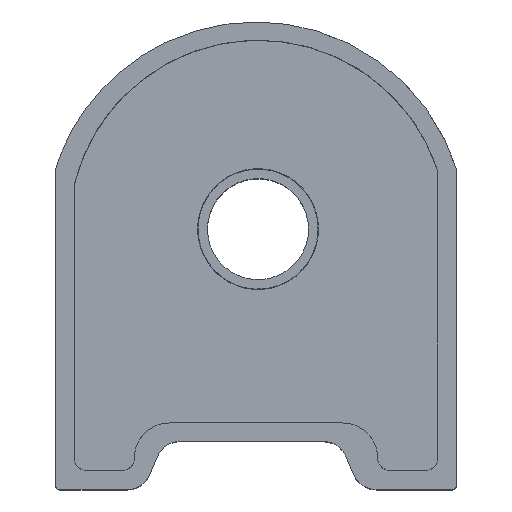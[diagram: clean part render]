
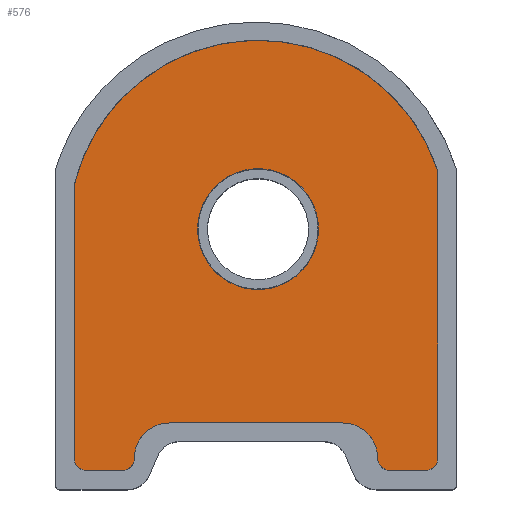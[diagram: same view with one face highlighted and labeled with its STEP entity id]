
A CAD part, top view. The second image highlights one B-rep face of the part: STEP entity #576.
In plain terms, the highlighted free-form (B-spline) face has degree [1, 1] with [2, 2] control points.
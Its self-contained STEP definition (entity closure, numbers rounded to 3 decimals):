
#24 = VERTEX_POINT('',#25);
#25 = CARTESIAN_POINT('',(2.181,0.973,8.295)
  );
#30 = EDGE_CURVE('',#31,#24,#33,.T.);
#31 = VERTEX_POINT('',#32);
#32 = CARTESIAN_POINT('',(-2.206,0.973,8.295)
  );
#33 = ( BOUNDED_CURVE() B_SPLINE_CURVE(2,(#34,#35,#36,#37,#38),
.UNSPECIFIED.,.F.,.F.) B_SPLINE_CURVE_WITH_KNOTS((3,2,3),(3.142,
4.712,6.283),.PIECEWISE_BEZIER_KNOTS.) CURVE() 
GEOMETRIC_REPRESENTATION_ITEM() RATIONAL_B_SPLINE_CURVE((1.,
0.707,1.,0.707,1.)) REPRESENTATION_ITEM('') );
#34 = CARTESIAN_POINT('',(-2.206,0.973,8.295)
  );
#35 = CARTESIAN_POINT('',(-2.206,-1.22,8.295
    ));
#36 = CARTESIAN_POINT('',(-0.013,-1.22,
    8.295));
#37 = CARTESIAN_POINT('',(2.181,-1.22,8.295)
  );
#38 = CARTESIAN_POINT('',(2.181,0.973,8.295)
  );
#69 = EDGE_CURVE('',#70,#72,#74,.T.);
#70 = VERTEX_POINT('',#71);
#71 = CARTESIAN_POINT('',(4.325,-7.358,8.295)
  );
#72 = VERTEX_POINT('',#73);
#73 = CARTESIAN_POINT('',(4.325,-7.345,8.295)
  );
#74 = ( BOUNDED_CURVE() B_SPLINE_CURVE(2,(#75,#76,#77),.UNSPECIFIED.,.F.
,.F.) B_SPLINE_CURVE_WITH_KNOTS((3,3),(3.111,3.142),
.PIECEWISE_BEZIER_KNOTS.) CURVE() GEOMETRIC_REPRESENTATION_ITEM() 
RATIONAL_B_SPLINE_CURVE((1.,1.,1.)) REPRESENTATION_ITEM('') 
  );
#75 = CARTESIAN_POINT('',(4.325,-7.358,8.295)
  );
#76 = CARTESIAN_POINT('',(4.325,-7.351,8.295)
  );
#77 = CARTESIAN_POINT('',(4.325,-7.345,8.295)
  );
#109 = EDGE_CURVE('',#72,#110,#112,.T.);
#110 = VERTEX_POINT('',#111);
#111 = CARTESIAN_POINT('',(4.325,-7.328,8.295
    ));
#112 = B_SPLINE_CURVE_WITH_KNOTS('',1,(#113,#114),.UNSPECIFIED.,.F.,.F.,
  (2,2),(-8.411,-8.393),.PIECEWISE_BEZIER_KNOTS.);
#113 = CARTESIAN_POINT('',(4.325,-7.345,8.295
    ));
#114 = CARTESIAN_POINT('',(4.325,-7.328,8.295
    ));
#147 = VERTEX_POINT('',#148);
#148 = CARTESIAN_POINT('',(3.059,-6.062,8.295
    ));
#153 = EDGE_CURVE('',#110,#147,#154,.T.);
#154 = ( BOUNDED_CURVE() B_SPLINE_CURVE(2,(#155,#156,#157),
.UNSPECIFIED.,.F.,.F.) B_SPLINE_CURVE_WITH_KNOTS((3,3),(0.,
1.571),.PIECEWISE_BEZIER_KNOTS.) CURVE() 
GEOMETRIC_REPRESENTATION_ITEM() RATIONAL_B_SPLINE_CURVE((1.,
0.707,1.)) REPRESENTATION_ITEM('') );
#155 = CARTESIAN_POINT('',(4.325,-7.328,8.295
    ));
#156 = CARTESIAN_POINT('',(4.325,-6.062,8.295
    ));
#157 = CARTESIAN_POINT('',(3.059,-6.062,8.295
    ));
#169 = EDGE_CURVE('',#147,#170,#172,.T.);
#170 = VERTEX_POINT('',#171);
#171 = CARTESIAN_POINT('',(-3.233,-6.062,
    8.295));
#172 = B_SPLINE_CURVE_WITH_KNOTS('',1,(#173,#174),.UNSPECIFIED.,.F.,.F.,
  (2,2),(-3.503,3.703),.PIECEWISE_BEZIER_KNOTS.);
#173 = CARTESIAN_POINT('',(3.059,-6.062,8.295
    ));
#174 = CARTESIAN_POINT('',(-3.233,-6.062,
    8.295));
#207 = VERTEX_POINT('',#208);
#208 = CARTESIAN_POINT('',(-4.499,-7.328,
    8.295));
#213 = EDGE_CURVE('',#170,#207,#214,.T.);
#214 = ( BOUNDED_CURVE() B_SPLINE_CURVE(2,(#215,#216,#217),
.UNSPECIFIED.,.F.,.F.) B_SPLINE_CURVE_WITH_KNOTS((3,3),(1.571,
3.142),.PIECEWISE_BEZIER_KNOTS.) CURVE() 
GEOMETRIC_REPRESENTATION_ITEM() RATIONAL_B_SPLINE_CURVE((1.,
0.707,1.)) REPRESENTATION_ITEM('') );
#215 = CARTESIAN_POINT('',(-3.233,-6.062,
    8.295));
#216 = CARTESIAN_POINT('',(-4.499,-6.062,
    8.295));
#217 = CARTESIAN_POINT('',(-4.499,-7.328,
    8.295));
#229 = EDGE_CURVE('',#207,#230,#232,.T.);
#230 = VERTEX_POINT('',#231);
#231 = CARTESIAN_POINT('',(-4.499,-7.345,
    8.295));
#232 = B_SPLINE_CURVE_WITH_KNOTS('',1,(#233,#234),.UNSPECIFIED.,.F.,.F.,
  (2,2),(8.393,8.411),.PIECEWISE_BEZIER_KNOTS.);
#233 = CARTESIAN_POINT('',(-4.499,-7.328,
    8.295));
#234 = CARTESIAN_POINT('',(-4.499,-7.345,
    8.295));
#257 = EDGE_CURVE('',#230,#258,#260,.T.);
#258 = VERTEX_POINT('',#259);
#259 = CARTESIAN_POINT('',(-4.936,-7.781,
    8.295));
#260 = ( BOUNDED_CURVE() B_SPLINE_CURVE(2,(#261,#262,#263),
.UNSPECIFIED.,.F.,.F.) B_SPLINE_CURVE_WITH_KNOTS((3,3),(0.,
1.571),.PIECEWISE_BEZIER_KNOTS.) CURVE() 
GEOMETRIC_REPRESENTATION_ITEM() RATIONAL_B_SPLINE_CURVE((1.,
0.707,1.)) REPRESENTATION_ITEM('') );
#261 = CARTESIAN_POINT('',(-4.499,-7.345,
    8.295));
#262 = CARTESIAN_POINT('',(-4.499,-7.781,
    8.295));
#263 = CARTESIAN_POINT('',(-4.936,-7.781,
    8.295));
#289 = EDGE_CURVE('',#258,#290,#292,.T.);
#290 = VERTEX_POINT('',#291);
#291 = CARTESIAN_POINT('',(-6.243,-7.781,
    8.295));
#292 = B_SPLINE_CURVE_WITH_KNOTS('',1,(#293,#294),.UNSPECIFIED.,.F.,.F.,
  (2,2),(5.653,7.15),.PIECEWISE_BEZIER_KNOTS.);
#293 = CARTESIAN_POINT('',(-4.936,-7.781,
    8.295));
#294 = CARTESIAN_POINT('',(-6.243,-7.781,
    8.295));
#317 = EDGE_CURVE('',#290,#318,#320,.T.);
#318 = VERTEX_POINT('',#319);
#319 = CARTESIAN_POINT('',(-6.68,-7.345,
    8.295));
#320 = ( BOUNDED_CURVE() B_SPLINE_CURVE(2,(#321,#322,#323),
.UNSPECIFIED.,.F.,.F.) B_SPLINE_CURVE_WITH_KNOTS((3,3),(1.571,
3.142),.PIECEWISE_BEZIER_KNOTS.) CURVE() 
GEOMETRIC_REPRESENTATION_ITEM() RATIONAL_B_SPLINE_CURVE((1.,
0.707,1.)) REPRESENTATION_ITEM('') );
#321 = CARTESIAN_POINT('',(-6.243,-7.781,
    8.295));
#322 = CARTESIAN_POINT('',(-6.68,-7.781,
    8.295));
#323 = CARTESIAN_POINT('',(-6.68,-7.345,
    8.295));
#349 = EDGE_CURVE('',#318,#350,#352,.T.);
#350 = VERTEX_POINT('',#351);
#351 = CARTESIAN_POINT('',(-6.68,2.574,8.295
    ));
#352 = B_SPLINE_CURVE_WITH_KNOTS('',1,(#353,#354),.UNSPECIFIED.,.F.,.F.,
  (2,2),(-8.411,2.948),.PIECEWISE_BEZIER_KNOTS.);
#353 = CARTESIAN_POINT('',(-6.68,-7.345,
    8.295));
#354 = CARTESIAN_POINT('',(-6.68,2.574,8.295
    ));
#377 = EDGE_CURVE('',#350,#378,#380,.T.);
#378 = VERTEX_POINT('',#379);
#379 = CARTESIAN_POINT('',(6.505,3.101,8.295)
  );
#380 = ( BOUNDED_CURVE() B_SPLINE_CURVE(2,(#381,#382,#383),
.UNSPECIFIED.,.F.,.F.) B_SPLINE_CURVE_WITH_KNOTS((3,3),(3.377,
5.968),.PIECEWISE_BEZIER_KNOTS.) CURVE() 
GEOMETRIC_REPRESENTATION_ITEM() RATIONAL_B_SPLINE_CURVE((1.,
0.272,1.)) REPRESENTATION_ITEM('') );
#381 = CARTESIAN_POINT('',(-6.68,2.574,8.295
    ));
#382 = CARTESIAN_POINT('',(-1.019,26.15,
    8.295));
#383 = CARTESIAN_POINT('',(6.505,3.101,8.295)
  );
#409 = EDGE_CURVE('',#378,#410,#412,.T.);
#410 = VERTEX_POINT('',#411);
#411 = CARTESIAN_POINT('',(6.505,-7.345,8.295
    ));
#412 = B_SPLINE_CURVE_WITH_KNOTS('',1,(#413,#414),.UNSPECIFIED.,.F.,.F.,
  (2,2),(-3.551,8.411),.PIECEWISE_BEZIER_KNOTS.);
#413 = CARTESIAN_POINT('',(6.505,3.101,8.295)
  );
#414 = CARTESIAN_POINT('',(6.505,-7.345,8.295
    ));
#437 = EDGE_CURVE('',#410,#438,#440,.T.);
#438 = VERTEX_POINT('',#439);
#439 = CARTESIAN_POINT('',(6.069,-7.781,8.295
    ));
#440 = ( BOUNDED_CURVE() B_SPLINE_CURVE(2,(#441,#442,#443),
.UNSPECIFIED.,.F.,.F.) B_SPLINE_CURVE_WITH_KNOTS((3,3),(0.,
1.571),.PIECEWISE_BEZIER_KNOTS.) CURVE() 
GEOMETRIC_REPRESENTATION_ITEM() RATIONAL_B_SPLINE_CURVE((1.,
0.707,1.)) REPRESENTATION_ITEM('') );
#441 = CARTESIAN_POINT('',(6.505,-7.345,8.295
    ));
#442 = CARTESIAN_POINT('',(6.505,-7.781,8.295
    ));
#443 = CARTESIAN_POINT('',(6.069,-7.781,8.295
    ));
#469 = EDGE_CURVE('',#438,#470,#472,.T.);
#470 = VERTEX_POINT('',#471);
#471 = CARTESIAN_POINT('',(4.761,-7.781,8.295
    ));
#472 = B_SPLINE_CURVE_WITH_KNOTS('',1,(#473,#474),.UNSPECIFIED.,.F.,.F.,
  (2,2),(-6.95,-5.453),.PIECEWISE_BEZIER_KNOTS.);
#473 = CARTESIAN_POINT('',(6.069,-7.781,8.295
    ));
#474 = CARTESIAN_POINT('',(4.761,-7.781,8.295
    ));
#497 = EDGE_CURVE('',#24,#31,#498,.T.);
#498 = ( BOUNDED_CURVE() B_SPLINE_CURVE(2,(#499,#500,#501,#502,#503),
.UNSPECIFIED.,.F.,.F.) B_SPLINE_CURVE_WITH_KNOTS((3,2,3),(0.,
1.571,3.142),.PIECEWISE_BEZIER_KNOTS.) CURVE() 
GEOMETRIC_REPRESENTATION_ITEM() RATIONAL_B_SPLINE_CURVE((1.,
0.707,1.,0.707,1.)) REPRESENTATION_ITEM('') );
#499 = CARTESIAN_POINT('',(2.181,0.973,8.295)
  );
#500 = CARTESIAN_POINT('',(2.181,3.166,8.295)
  );
#501 = CARTESIAN_POINT('',(-0.013,3.166,
    8.295));
#502 = CARTESIAN_POINT('',(-2.206,3.166,8.295
    ));
#503 = CARTESIAN_POINT('',(-2.206,0.973,8.295
    ));
#529 = EDGE_CURVE('',#70,#470,#530,.T.);
#530 = ( BOUNDED_CURVE() B_SPLINE_CURVE(2,(#531,#532,#533),
.UNSPECIFIED.,.F.,.F.) B_SPLINE_CURVE_WITH_KNOTS((3,3),(3.242,
4.642),.PIECEWISE_BEZIER_KNOTS.) CURVE() 
GEOMETRIC_REPRESENTATION_ITEM() RATIONAL_B_SPLINE_CURVE((1.,
0.765,1.)) REPRESENTATION_ITEM('') );
#531 = CARTESIAN_POINT('',(4.325,-7.358,8.295
    ));
#532 = CARTESIAN_POINT('',(4.365,-7.753,8.295
    ));
#533 = CARTESIAN_POINT('',(4.761,-7.781,8.295
    ));
#576 = ADVANCED_FACE('',(#577,#581),#598,.T.);
#577 = FACE_BOUND('',#578,.T.);
#578 = EDGE_LOOP('',(#579,#580));
#579 = ORIENTED_EDGE('',*,*,#497,.F.);
#580 = ORIENTED_EDGE('',*,*,#30,.F.);
#581 = FACE_BOUND('',#582,.T.);
#582 = EDGE_LOOP('',(#583,#584,#585,#586,#587,#588,#589,#590,#591,#592,
    #593,#594,#595,#596,#597));
#583 = ORIENTED_EDGE('',*,*,#69,.F.);
#584 = ORIENTED_EDGE('',*,*,#529,.T.);
#585 = ORIENTED_EDGE('',*,*,#469,.F.);
#586 = ORIENTED_EDGE('',*,*,#437,.F.);
#587 = ORIENTED_EDGE('',*,*,#409,.F.);
#588 = ORIENTED_EDGE('',*,*,#377,.F.);
#589 = ORIENTED_EDGE('',*,*,#349,.F.);
#590 = ORIENTED_EDGE('',*,*,#317,.F.);
#591 = ORIENTED_EDGE('',*,*,#289,.F.);
#592 = ORIENTED_EDGE('',*,*,#257,.F.);
#593 = ORIENTED_EDGE('',*,*,#229,.F.);
#594 = ORIENTED_EDGE('',*,*,#213,.F.);
#595 = ORIENTED_EDGE('',*,*,#169,.F.);
#596 = ORIENTED_EDGE('',*,*,#153,.F.);
#597 = ORIENTED_EDGE('',*,*,#109,.F.);
#598 = B_SPLINE_SURFACE_WITH_KNOTS('',1,1,(
    (#599,#600)
    ,(#601,#602
    )),.UNSPECIFIED.,.F.,.F.,.F.,(2,2),(2,2),(-7.65,7.45),(
    -8.911,8.967),.PIECEWISE_BEZIER_KNOTS.);
#599 = CARTESIAN_POINT('',(-6.68,-7.781,
    8.295));
#600 = CARTESIAN_POINT('',(-6.68,7.83,8.295
    ));
#601 = CARTESIAN_POINT('',(6.505,-7.781,8.295
    ));
#602 = CARTESIAN_POINT('',(6.505,7.83,8.295)
  );
